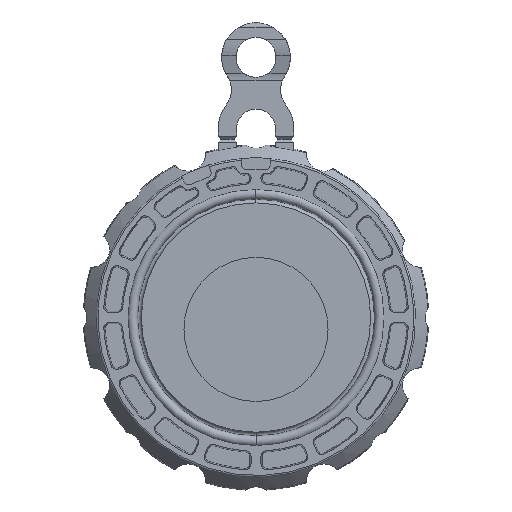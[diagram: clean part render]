
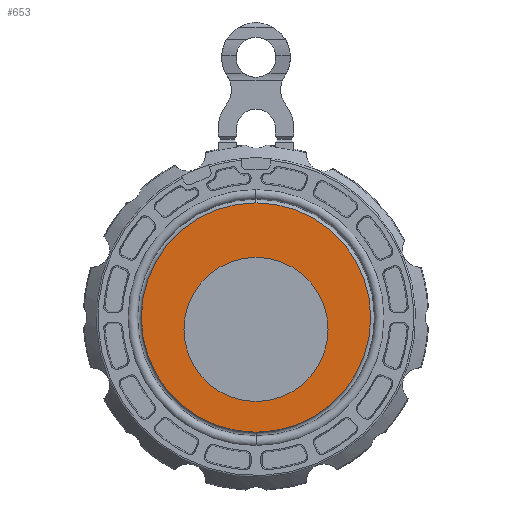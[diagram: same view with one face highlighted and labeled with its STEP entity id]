
A CAD part, left-side view. The second image highlights one B-rep face of the part: STEP entity #653.
In plain terms, the highlighted planar face has unit normal (-1, 0, 0).
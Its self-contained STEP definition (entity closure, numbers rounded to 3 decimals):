
#653=ADVANCED_FACE('',(#1786,#1787),#1788,.T.);
#1786=FACE_BOUND('',#3425,.T.);
#1787=FACE_OUTER_BOUND('',#3426,.T.);
#1788=PLANE('',#3427);
#3425=EDGE_LOOP('',(#5386,#5387));
#3426=EDGE_LOOP('',(#5388,#5389));
#3427=AXIS2_PLACEMENT_3D('',#5390,#5391,#5392);
#5386=ORIENTED_EDGE('',*,*,#10345,.T.);
#5387=ORIENTED_EDGE('',*,*,#10349,.T.);
#5388=ORIENTED_EDGE('',*,*,#10340,.T.);
#5389=ORIENTED_EDGE('',*,*,#10351,.T.);
#5390=CARTESIAN_POINT('',(-11.5,-36.968,15.313));
#5391=DIRECTION('',(-1.0,0.0,0.0));
#5392=DIRECTION('',(0.0,0.924,-0.383));
#10340=EDGE_CURVE('',#12576,#12579,#12581,.T.);
#10345=EDGE_CURVE('',#12584,#12588,#12590,.T.);
#10349=EDGE_CURVE('',#12588,#12584,#12594,.T.);
#10351=EDGE_CURVE('',#12579,#12576,#12596,.T.);
#12576=VERTEX_POINT('',#16663);
#12579=VERTEX_POINT('',#16667);
#12581=CIRCLE('',#16670,58.1);
#12584=VERTEX_POINT('',#16673);
#12588=VERTEX_POINT('',#16678);
#12590=CIRCLE('',#16681,36.5);
#12594=CIRCLE('',#16685,36.5);
#12596=CIRCLE('',#16687,58.1);
#16663=CARTESIAN_POINT('',(-11.5,0.0,-58.1));
#16667=CARTESIAN_POINT('',(-11.5,0.,58.1));
#16670=AXIS2_PLACEMENT_3D('',#21966,#21967,#21968);
#16673=CARTESIAN_POINT('',(-11.5,0.0,-42.5));
#16678=CARTESIAN_POINT('',(-11.5,0.,30.5));
#16681=AXIS2_PLACEMENT_3D('',#21974,#21975,#21976);
#16685=AXIS2_PLACEMENT_3D('',#21980,#21981,#21982);
#16687=AXIS2_PLACEMENT_3D('',#21983,#21984,#21985);
#21966=CARTESIAN_POINT('',(-11.5,0.0,0.0));
#21967=DIRECTION('',(-1.0,0.0,0.0));
#21968=DIRECTION('',(0.0,0.0,-1.0));
#21974=CARTESIAN_POINT('',(-11.5,0.0,-6.0));
#21975=DIRECTION('',(1.0,-0.0,0.0));
#21976=DIRECTION('',(0.0,0.0,-1.0));
#21980=CARTESIAN_POINT('',(-11.5,0.0,-6.0));
#21981=DIRECTION('',(1.0,-0.0,0.0));
#21982=DIRECTION('',(0.0,0.0,-1.0));
#21983=CARTESIAN_POINT('',(-11.5,0.0,0.0));
#21984=DIRECTION('',(-1.0,0.0,0.0));
#21985=DIRECTION('',(0.0,0.0,-1.0));
